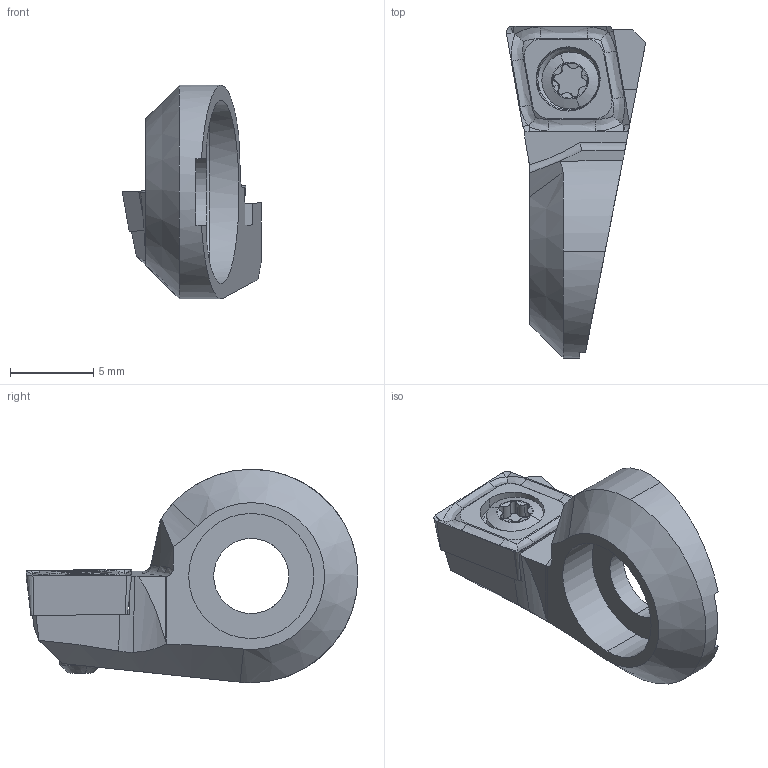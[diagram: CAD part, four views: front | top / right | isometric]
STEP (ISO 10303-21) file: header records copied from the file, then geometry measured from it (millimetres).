
FILE_DESCRIPTION (( 'STEP AP203' ), '1' );
FILE_NAME ('C14.011.024.006.STEP', '2018-02-26T15:59:17', ( 'SWIAdmin' ), ( 'Hewlett-Packard Company' ), 'SwSTEP 2.0', 'SolidWorks 2017', '' );
FILE_SCHEMA (( 'CONFIG_CONTROL_DESIGN' ));
Length unit declared in the file: millimetre
Products named in the file (4): CCMT060204; WCA-ER2.001.006_A; C14.011.024.006; F20-WCA.001.005_D_fertigbearbeitet
Assembly tree (3 placements, depth 2):
  C14.011.024.006
    F20-WCA.001.005_D_fertigbearbeitet
    CCMT060204
    WCA-ER2.001.006_A
Bounding box: 8.35 x 19.9 x 12.8 mm (x, y, z)
Volume: 556.9 mm3; surface area: 853.4 mm2
Topology: 3 solids, 3 shells, 131 faces, 333 edges, 207 vertices
Faces by surface type: cylinder 42, plane 40, cone 23, torus 12, bspline 12, sphere 2
Entity records: 4633 total; most frequent: CARTESIAN_POINT 1246, ORIENTED_EDGE 662, DIRECTION 590, EDGE_CURVE 331, AXIS2_PLACEMENT_3D 227, VERTEX_POINT 207, EDGE_LOOP 138, VECTOR 136
